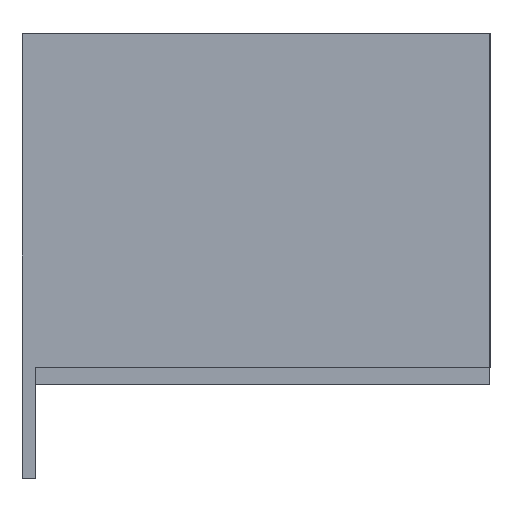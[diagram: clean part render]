
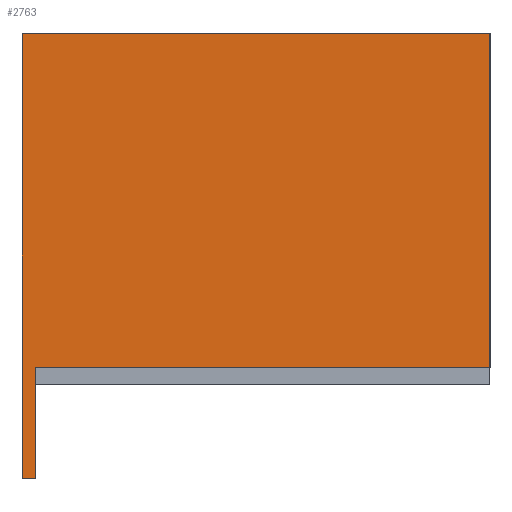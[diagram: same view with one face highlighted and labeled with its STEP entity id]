
A CAD part, left-side view. The second image highlights one B-rep face of the part: STEP entity #2763.
In plain terms, the highlighted planar face has unit normal (-1, 0, 0).
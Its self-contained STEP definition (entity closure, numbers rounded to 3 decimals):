
#2734=AXIS2_PLACEMENT_3D('Plane Axis2P3D',#2731,#2732,#2733) ;
#471=CARTESIAN_POINT('Vertex',(-38.1,68.,48.5)) ;
#476=CARTESIAN_POINT('Line Origine',(-38.1,69.,48.5)) ;
#480=CARTESIAN_POINT('Vertex',(-38.1,70.,48.5)) ;
#507=CARTESIAN_POINT('Line Origine',(-38.1,70.,81.75)) ;
#511=CARTESIAN_POINT('Vertex',(-38.1,70.,115.)) ;
#635=CARTESIAN_POINT('Vertex',(-38.1,68.,65.)) ;
#638=CARTESIAN_POINT('Line Origine',(-38.1,68.,56.75)) ;
#2731=CARTESIAN_POINT('Axis2P3D Location',(-38.1,0.,0.)) ;
#2736=CARTESIAN_POINT('Line Origine',(-38.1,35.,115.)) ;
#2740=CARTESIAN_POINT('Vertex',(-38.1,0.,115.)) ;
#2743=CARTESIAN_POINT('Line Origine',(-38.1,34.,65.)) ;
#2747=CARTESIAN_POINT('Vertex',(-38.1,0.,65.)) ;
#2750=CARTESIAN_POINT('Line Origine',(-38.1,0.,90.)) ;
#477=DIRECTION('Vector Direction',(0.,-1.,0.)) ;
#508=DIRECTION('Vector Direction',(0.,0.,-1.)) ;
#639=DIRECTION('Vector Direction',(0.,0.,1.)) ;
#2732=DIRECTION('Axis2P3D Direction',(1.,0.,0.)) ;
#2733=DIRECTION('Axis2P3D XDirection',(0.,1.,0.)) ;
#2737=DIRECTION('Vector Direction',(0.,1.,0.)) ;
#2744=DIRECTION('Vector Direction',(0.,-1.,0.)) ;
#2751=DIRECTION('Vector Direction',(0.,0.,1.)) ;
#478=VECTOR('Line Direction',#477,1.) ;
#509=VECTOR('Line Direction',#508,1.) ;
#640=VECTOR('Line Direction',#639,1.) ;
#2738=VECTOR('Line Direction',#2737,1.) ;
#2745=VECTOR('Line Direction',#2744,1.) ;
#2752=VECTOR('Line Direction',#2751,1.) ;
#2756=ORIENTED_EDGE('',*,*,#2742,.F.) ;
#2757=ORIENTED_EDGE('',*,*,#513,.F.) ;
#2758=ORIENTED_EDGE('',*,*,#482,.F.) ;
#2759=ORIENTED_EDGE('',*,*,#642,.F.) ;
#2760=ORIENTED_EDGE('',*,*,#2749,.F.) ;
#2761=ORIENTED_EDGE('',*,*,#2754,.F.) ;
#2763=ADVANCED_FACE('Copriterminale alto HTC superiore',(#2762),#2735,.F.) ;
#482=EDGE_CURVE('',#472,#481,#479,.F.) ;
#513=EDGE_CURVE('',#481,#512,#510,.F.) ;
#642=EDGE_CURVE('',#636,#472,#641,.F.) ;
#2742=EDGE_CURVE('',#512,#2741,#2739,.F.) ;
#2749=EDGE_CURVE('',#2748,#636,#2746,.F.) ;
#2754=EDGE_CURVE('',#2741,#2748,#2753,.F.) ;
#2755=EDGE_LOOP('',(#2756,#2757,#2758,#2759,#2760,#2761)) ;
#2762=FACE_OUTER_BOUND('',#2755,.T.) ;
#479=LINE('Line',#476,#478) ;
#510=LINE('Line',#507,#509) ;
#641=LINE('Line',#638,#640) ;
#2739=LINE('Line',#2736,#2738) ;
#2746=LINE('Line',#2743,#2745) ;
#2753=LINE('Line',#2750,#2752) ;
#2735=PLANE('',#2734) ;
#472=VERTEX_POINT('',#471) ;
#481=VERTEX_POINT('',#480) ;
#512=VERTEX_POINT('',#511) ;
#636=VERTEX_POINT('',#635) ;
#2741=VERTEX_POINT('',#2740) ;
#2748=VERTEX_POINT('',#2747) ;
